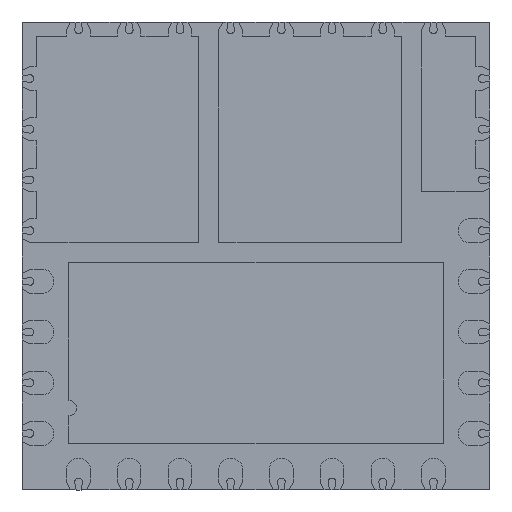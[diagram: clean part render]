
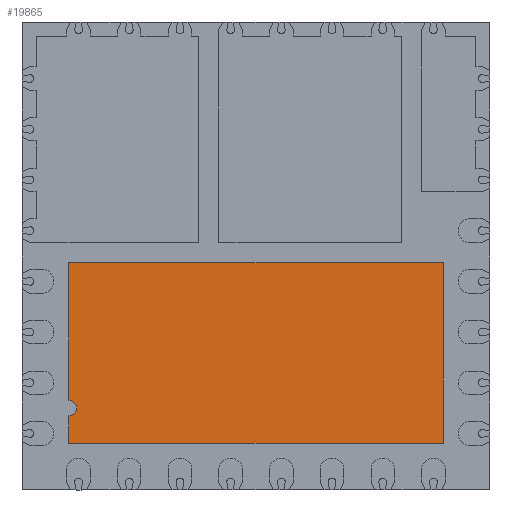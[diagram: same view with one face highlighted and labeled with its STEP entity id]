
A CAD part, front view. The second image highlights one B-rep face of the part: STEP entity #19865.
In plain terms, the highlighted planar face has unit normal (0, -1, 0).
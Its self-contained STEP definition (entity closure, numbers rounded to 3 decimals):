
#1818 = ORIENTED_EDGE ( 'NONE', *, *, #5926, .F. ) ;
#2448 = CARTESIAN_POINT ( 'NONE',  ( 2.4, 0., -2.4 ) ) ;
#2730 = DIRECTION ( 'NONE',  ( -1., 0., 0. ) ) ;
#3183 = VECTOR ( 'NONE', #3871, 1000. ) ;
#3700 = CARTESIAN_POINT ( 'NONE',  ( 2.4, 0., -0.085 ) ) ;
#3871 = DIRECTION ( 'NONE',  ( 1., 0., 0. ) ) ;
#3911 = VERTEX_POINT ( 'NONE', #4861 ) ;
#4158 = VECTOR ( 'NONE', #14610, 1000. ) ;
#4331 = VECTOR ( 'NONE', #16264, 1000. ) ;
#4424 = CARTESIAN_POINT ( 'NONE',  ( -2.4, 0., -1.95 ) ) ;
#4595 = LINE ( 'NONE', #9253, #4331 ) ;
#4722 = VERTEX_POINT ( 'NONE', #2448 ) ;
#4861 = CARTESIAN_POINT ( 'NONE',  ( -2.4, 0., -1.85 ) ) ;
#5253 = CARTESIAN_POINT ( 'NONE',  ( -2.4, 0., -1.95 ) ) ;
#5713 = EDGE_CURVE ( 'NONE', #20379, #10301, #21499, .T. ) ;
#5926 = EDGE_CURVE ( 'NONE', #10301, #3911, #18477, .T. ) ;
#6003 = PLANE ( 'NONE',  #15234 ) ;
#6327 = CARTESIAN_POINT ( 'NONE',  ( -2.4, 0., -2.4 ) ) ;
#6656 = FACE_OUTER_BOUND ( 'NONE', #9855, .T. ) ;
#8813 = EDGE_CURVE ( 'NONE', #14433, #13006, #19406, .T. ) ;
#9253 = CARTESIAN_POINT ( 'NONE',  ( -2.4, 0., -1.85 ) ) ;
#9855 = EDGE_LOOP ( 'NONE', ( #15590, #1818, #20779, #19710, #13192, #21478 ) ) ;
#10301 = VERTEX_POINT ( 'NONE', #19828 ) ;
#10382 = LINE ( 'NONE', #17926, #4158 ) ;
#12717 = CARTESIAN_POINT ( 'NONE',  ( 2.4, 0., -0.085 ) ) ;
#13006 = VERTEX_POINT ( 'NONE', #3700 ) ;
#13192 = ORIENTED_EDGE ( 'NONE', *, *, #16454, .F. ) ;
#13291 = DIRECTION ( 'NONE',  ( 0., 0., 1. ) ) ;
#13580 = DIRECTION ( 'NONE',  ( 0., 0., 1. ) ) ;
#13892 = VECTOR ( 'NONE', #13291, 1000. ) ;
#14433 = VERTEX_POINT ( 'NONE', #21810 ) ;
#14610 = DIRECTION ( 'NONE',  ( 0., 0., -1. ) ) ;
#14738 = EDGE_CURVE ( 'NONE', #3911, #14433, #4595, .T. ) ;
#14749 = CARTESIAN_POINT ( 'NONE',  ( 2.4, 0., -2.4 ) ) ;
#15121 = VECTOR ( 'NONE', #2730, 1000. ) ;
#15234 = AXIS2_PLACEMENT_3D ( 'NONE', #4424, #18236, #16661 ) ;
#15590 = ORIENTED_EDGE ( 'NONE', *, *, #14738, .F. ) ;
#16264 = DIRECTION ( 'NONE',  ( 0., 0., 1. ) ) ;
#16439 = AXIS2_PLACEMENT_3D ( 'NONE', #5253, #17342, #13580 ) ;
#16454 = EDGE_CURVE ( 'NONE', #13006, #4722, #10382, .T. ) ;
#16661 = DIRECTION ( 'NONE',  ( 0., 0., 1. ) ) ;
#16742 = LINE ( 'NONE', #14749, #15121 ) ;
#17342 = DIRECTION ( 'NONE',  ( 0., -1., 0. ) ) ;
#17926 = CARTESIAN_POINT ( 'NONE',  ( 2.4, 0., -2.4 ) ) ;
#18236 = DIRECTION ( 'NONE',  ( 0., 1., 0. ) ) ;
#18477 = CIRCLE ( 'NONE', #16439, 0.1 ) ;
#18617 = EDGE_CURVE ( 'NONE', #4722, #20379, #16742, .T. ) ;
#19406 = LINE ( 'NONE', #12717, #3183 ) ;
#19710 = ORIENTED_EDGE ( 'NONE', *, *, #18617, .F. ) ;
#19828 = CARTESIAN_POINT ( 'NONE',  ( -2.4, 0., -2.05 ) ) ;
#19865 = ADVANCED_FACE ( 'NONE', ( #6656 ), #6003, .F. ) ;
#20379 = VERTEX_POINT ( 'NONE', #21577 ) ;
#20779 = ORIENTED_EDGE ( 'NONE', *, *, #5713, .F. ) ;
#21478 = ORIENTED_EDGE ( 'NONE', *, *, #8813, .F. ) ;
#21499 = LINE ( 'NONE', #6327, #13892 ) ;
#21577 = CARTESIAN_POINT ( 'NONE',  ( -2.4, 0., -2.4 ) ) ;
#21810 = CARTESIAN_POINT ( 'NONE',  ( -2.4, 0., -0.085 ) ) ;
